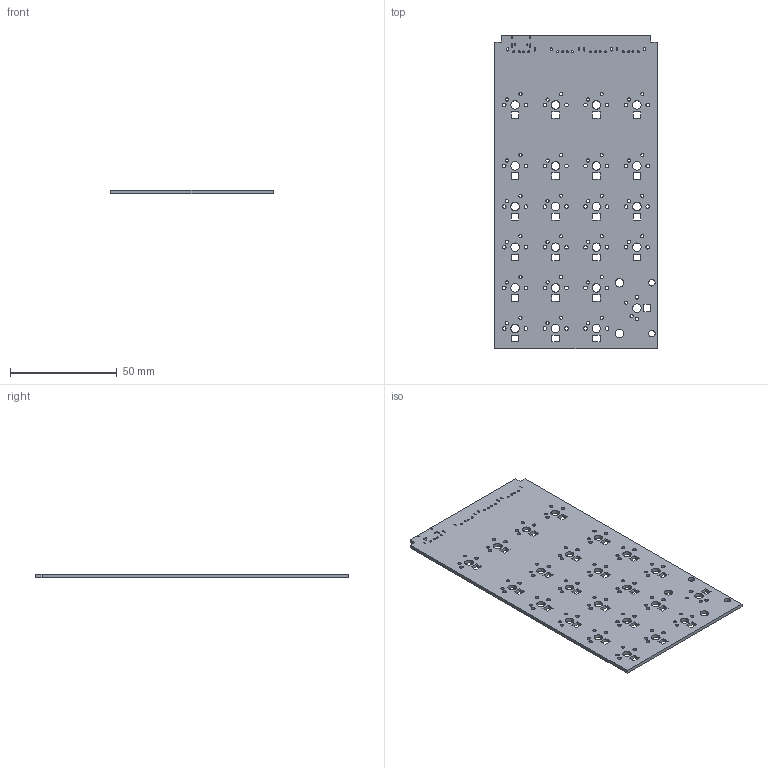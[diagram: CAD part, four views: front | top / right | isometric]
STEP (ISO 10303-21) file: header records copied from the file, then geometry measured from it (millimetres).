
FILE_DESCRIPTION(('KiCad electronic assembly'),'2;1');
FILE_NAME('usbhub-macropad.step','2021-09-21T12:21:12',('An Author'),( 'A Company'),'Open CASCADE STEP processor 7.5', 'KiCad to STEP converter','Unknown');
FILE_SCHEMA(('AUTOMOTIVE_DESIGN { 1 0 10303 214 1 1 1 1 }'));
Length unit declared in the file: millimetre
Products named in the file (2): Open CASCADE STEP translator 7.5 1; COMPOUND
Assembly tree (1 placements, depth 2):
  Open CASCADE STEP translator 7.5 1
    COMPOUND
Bounding box: 76.2 x 147.03 x 1.6 mm (x, y, z)
Volume: 16628.2 mm3; surface area: 23417.7 mm2
Topology: 1 solids, 1 shells, 287 faces, 855 edges, 570 vertices
Faces by surface type: cylinder 161, plane 126
Full cylindrical faces by diameter (mm): 0.65 x2, 0.92 x16, 1.499 x46, 1.702 x46, 3.048 x2, 3.988 x25
Entity records: 21601 total; most frequent: DIRECTION 3465, CARTESIAN_POINT 3424, LINE 1921, VECTOR 1921, ORIENTED_EDGE 1710, PCURVE 1710, DEFINITIONAL_REPRESENTATION 1710, EDGE_CURVE 855
